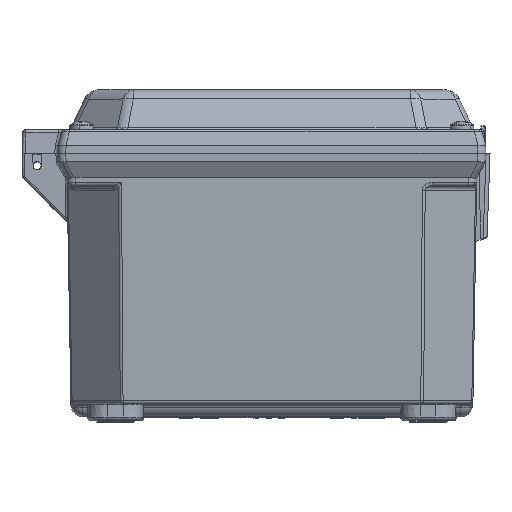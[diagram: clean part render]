
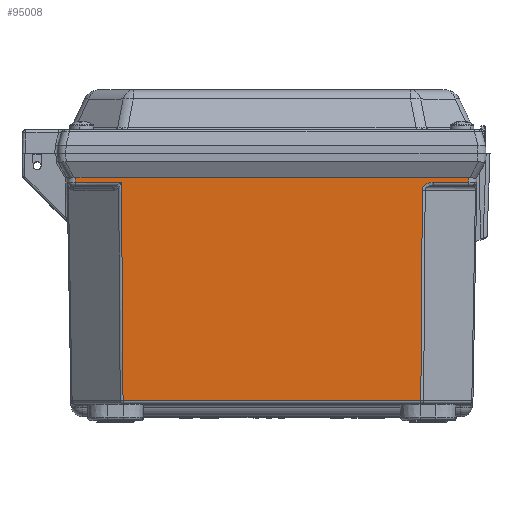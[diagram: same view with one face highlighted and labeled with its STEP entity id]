
A CAD part, top view. The second image highlights one B-rep face of the part: STEP entity #95008.
In plain terms, the highlighted planar face has unit normal (0, -0.018, 1).
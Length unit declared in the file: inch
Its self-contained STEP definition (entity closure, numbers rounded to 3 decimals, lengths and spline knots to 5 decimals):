
#5392 = LINE ( 'NONE', #7237, #108473 ) ;
#7237 = CARTESIAN_POINT ( 'NONE',  ( 3.35563, -0.375, 3.10634 ) ) ;
#11960 = VERTEX_POINT ( 'NONE', #151264 ) ;
#14998 = VECTOR ( 'NONE', #132251, 39.37008 ) ;
#15357 = VECTOR ( 'NONE', #26120, 39.37008 ) ;
#17333 = CARTESIAN_POINT ( 'NONE',  ( 2.4335, -0.45159, 3.10501 ) ) ;
#22855 = ORIENTED_EDGE ( 'NONE', *, *, #159070, .T. ) ;
#23319 = CARTESIAN_POINT ( 'NONE',  ( -2.36221, -0.40934, 3.10574 ) ) ;
#24434 = CARTESIAN_POINT ( 'NONE',  ( -2.36191, -0.45159, 3.10501 ) ) ;
#26120 = DIRECTION ( 'NONE',  ( 0.017, -1., -0.017 ) ) ;
#27256 = CARTESIAN_POINT ( 'NONE',  ( 2.38834, -3.87559, 3.04524 ) ) ;
#31771 = EDGE_CURVE ( 'NONE', #173936, #42214, #81298, .T. ) ;
#32383 = EDGE_CURVE ( 'NONE', #91430, #11960, #159984, .T. ) ;
#38062 = DIRECTION ( 'NONE',  ( 0.007, -1., -0.017 ) ) ;
#38987 = ORIENTED_EDGE ( 'NONE', *, *, #78296, .T. ) ;
#42214 = VERTEX_POINT ( 'NONE', #98800 ) ;
#45007 = ORIENTED_EDGE ( 'NONE', *, *, #146608, .T. ) ;
#45556 = CARTESIAN_POINT ( 'NONE',  ( 2.36154, -0.50221, 3.10412 ) ) ;
#48300 = CARTESIAN_POINT ( 'NONE',  ( -2.36146, -0.45159, 3.10501 ) ) ;
#51050 = VERTEX_POINT ( 'NONE', #24434 ) ;
#51115 = CARTESIAN_POINT ( 'NONE',  ( 3.08895, -0.45159, 3.10501 ) ) ;
#51794 = LINE ( 'NONE', #27256, #117604 ) ;
#53625 = PLANE ( 'NONE',  #174492 ) ;
#53824 = CARTESIAN_POINT ( 'NONE',  ( 3.09136, -0.375, 3.10634 ) ) ;
#53980 = VECTOR ( 'NONE', #38062, 39.37008 ) ;
#55334 = EDGE_CURVE ( 'NONE', #51050, #89592, #75996, .T. ) ;
#55507 = DIRECTION ( 'NONE',  ( 0.017, 1., 0.017 ) ) ;
#63683 = ORIENTED_EDGE ( 'NONE', *, *, #55334, .T. ) ;
#67244 = ORIENTED_EDGE ( 'NONE', *, *, #150199, .T. ) ;
#67735 = DIRECTION ( 'NONE',  ( 0., -1., -0.017 ) ) ;
#67928 = FACE_OUTER_BOUND ( 'NONE', #117973, .T. ) ;
#75996 = LINE ( 'NONE', #23319, #53980 ) ;
#76351 = CARTESIAN_POINT ( 'NONE',  ( 2.53562, -0.45159, 3.10501 ) ) ;
#76477 = ORIENTED_EDGE ( 'NONE', *, *, #80176, .T. ) ;
#78296 = EDGE_CURVE ( 'NONE', #154505, #86360, #166159, .T. ) ;
#79341 = DIRECTION ( 'NONE',  ( 1., 0., 0. ) ) ;
#80176 = EDGE_CURVE ( 'NONE', #89592, #173936, #51794, .T. ) ;
#81298 = LINE ( 'NONE', #178726, #160166 ) ;
#85896 = CARTESIAN_POINT ( 'NONE',  ( 2.33715, -3.87559, 3.04524 ) ) ;
#86360 = VERTEX_POINT ( 'NONE', #53824 ) ;
#89592 = VERTEX_POINT ( 'NONE', #143014 ) ;
#91430 = VERTEX_POINT ( 'NONE', #126163 ) ;
#93971 = LINE ( 'NONE', #48300, #14998 ) ;
#95008 = ADVANCED_FACE ( 'NONE', ( #67928 ), #53625, .T. ) ;
#95356 = CARTESIAN_POINT ( 'NONE',  ( 2.38834, -0.375, 3.10634 ) ) ;
#96005 = CARTESIAN_POINT ( 'NONE',  ( -3.08969, -0.47059, 3.10468 ) ) ;
#97140 = DIRECTION ( 'NONE',  ( 1., 0., 0. ) ) ;
#98800 = CARTESIAN_POINT ( 'NONE',  ( 2.36102, -0.57441, 3.10286 ) ) ;
#104366 =( BOUNDED_CURVE ( )  B_SPLINE_CURVE ( 3, ( #115418, #17333, #45556, #143606 ),
 .UNSPECIFIED., .F., .F. ) 
 B_SPLINE_CURVE_WITH_KNOTS ( ( 4, 4 ),
 ( 1.59548, 3.14882 ),
 .UNSPECIFIED. ) 
 CURVE ( )  GEOMETRIC_REPRESENTATION_ITEM ( )  RATIONAL_B_SPLINE_CURVE ( ( 1., 0.809, 0.809, 1. ) ) 
 REPRESENTATION_ITEM ( '' )  );
#108473 = VECTOR ( 'NONE', #147516, 39.37008 ) ;
#108968 = DIRECTION ( 'NONE',  ( 0.007, 1., 0.017 ) ) ;
#109276 = VERTEX_POINT ( 'NONE', #76351 ) ;
#115418 = CARTESIAN_POINT ( 'NONE',  ( 2.53562, -0.45159, 3.10501 ) ) ;
#117604 = VECTOR ( 'NONE', #97140, 39.37008 ) ;
#117973 = EDGE_LOOP ( 'NONE', ( #63683, #76477, #176479, #165882, #67244, #38987, #45007, #146613, #22855 ) ) ;
#119262 = LINE ( 'NONE', #51115, #152081 ) ;
#126163 = CARTESIAN_POINT ( 'NONE',  ( -3.09136, -0.375, 3.10634 ) ) ;
#132251 = DIRECTION ( 'NONE',  ( 1., 0., 0. ) ) ;
#133393 = VECTOR ( 'NONE', #55507, 39.37008 ) ;
#139502 = CARTESIAN_POINT ( 'NONE',  ( 3.09115, -0.38726, 3.10613 ) ) ;
#143014 = CARTESIAN_POINT ( 'NONE',  ( -2.33715, -3.87559, 3.04524 ) ) ;
#143606 = CARTESIAN_POINT ( 'NONE',  ( 2.36102, -0.57441, 3.10286 ) ) ;
#146608 = EDGE_CURVE ( 'NONE', #86360, #91430, #5392, .T. ) ;
#146613 = ORIENTED_EDGE ( 'NONE', *, *, #32383, .T. ) ;
#147516 = DIRECTION ( 'NONE',  ( -1., 0., 0. ) ) ;
#150199 = EDGE_CURVE ( 'NONE', #109276, #154505, #119262, .T. ) ;
#151264 = CARTESIAN_POINT ( 'NONE',  ( -3.09003, -0.45159, 3.10501 ) ) ;
#151646 = DIRECTION ( 'NONE',  ( 0., -0.017, 1. ) ) ;
#152081 = VECTOR ( 'NONE', #79341, 39.37008 ) ;
#154505 = VERTEX_POINT ( 'NONE', #155620 ) ;
#155620 = CARTESIAN_POINT ( 'NONE',  ( 3.09003, -0.45159, 3.10501 ) ) ;
#159070 = EDGE_CURVE ( 'NONE', #11960, #51050, #93971, .T. ) ;
#159984 = LINE ( 'NONE', #96005, #15357 ) ;
#160166 = VECTOR ( 'NONE', #108968, 39.37008 ) ;
#165882 = ORIENTED_EDGE ( 'NONE', *, *, #167774, .F. ) ;
#166159 = LINE ( 'NONE', #139502, #133393 ) ;
#167774 = EDGE_CURVE ( 'NONE', #109276, #42214, #104366, .T. ) ;
#173936 = VERTEX_POINT ( 'NONE', #85896 ) ;
#174492 = AXIS2_PLACEMENT_3D ( 'NONE', #95356, #151646, #67735 ) ;
#176479 = ORIENTED_EDGE ( 'NONE', *, *, #31771, .T. ) ;
#178726 = CARTESIAN_POINT ( 'NONE',  ( 2.36246, -0.37481, 3.10635 ) ) ;
